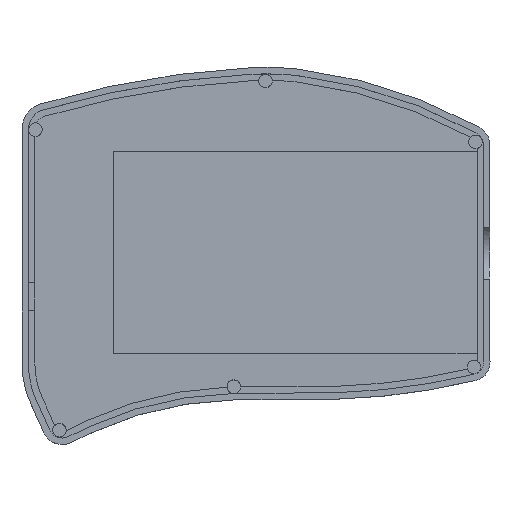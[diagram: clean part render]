
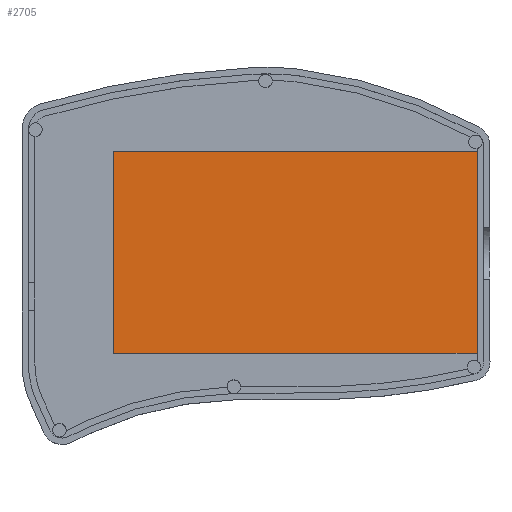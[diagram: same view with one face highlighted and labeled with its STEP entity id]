
A CAD part, top view. The second image highlights one B-rep face of the part: STEP entity #2705.
In plain terms, the highlighted planar face has unit normal (0, 0, 1).
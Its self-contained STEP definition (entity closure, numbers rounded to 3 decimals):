
#2501 = VERTEX_POINT('',#2502);
#2502 = CARTESIAN_POINT('',(111.237,-54.41,0.2));
#2508 = EDGE_CURVE('',#2501,#2509,#2511,.T.);
#2509 = VERTEX_POINT('',#2510);
#2510 = CARTESIAN_POINT('',(223.737,-54.41,0.2));
#2511 = LINE('',#2512,#2513);
#2512 = CARTESIAN_POINT('',(111.237,-54.41,0.2));
#2513 = VECTOR('',#2514,1.);
#2514 = DIRECTION('',(1.,0.,0.));
#2533 = VERTEX_POINT('',#2534);
#2534 = CARTESIAN_POINT('',(111.237,-116.91,0.2));
#2540 = EDGE_CURVE('',#2533,#2501,#2541,.T.);
#2541 = LINE('',#2542,#2543);
#2542 = CARTESIAN_POINT('',(111.237,-116.91,0.2));
#2543 = VECTOR('',#2544,1.);
#2544 = DIRECTION('',(0.,1.,0.));
#2557 = VERTEX_POINT('',#2558);
#2558 = CARTESIAN_POINT('',(223.737,-116.91,0.2));
#2564 = EDGE_CURVE('',#2557,#2533,#2565,.T.);
#2565 = LINE('',#2566,#2567);
#2566 = CARTESIAN_POINT('',(223.737,-116.91,0.2));
#2567 = VECTOR('',#2568,1.);
#2568 = DIRECTION('',(-1.,0.,0.));
#2581 = EDGE_CURVE('',#2509,#2557,#2582,.T.);
#2582 = LINE('',#2583,#2584);
#2583 = CARTESIAN_POINT('',(223.737,-54.41,0.2));
#2584 = VECTOR('',#2585,1.);
#2585 = DIRECTION('',(0.,-1.,0.));
#2705 = ADVANCED_FACE('',(#2706),#2712,.F.);
#2706 = FACE_BOUND('',#2707,.F.);
#2707 = EDGE_LOOP('',(#2708,#2709,#2710,#2711));
#2708 = ORIENTED_EDGE('',*,*,#2581,.T.);
#2709 = ORIENTED_EDGE('',*,*,#2564,.T.);
#2710 = ORIENTED_EDGE('',*,*,#2540,.T.);
#2711 = ORIENTED_EDGE('',*,*,#2508,.T.);
#2712 = PLANE('',#2713);
#2713 = AXIS2_PLACEMENT_3D('',#2714,#2715,#2716);
#2714 = CARTESIAN_POINT('',(167.487,-85.66,0.2));
#2715 = DIRECTION('',(-0.,-0.,-1.));
#2716 = DIRECTION('',(-1.,0.,0.));
